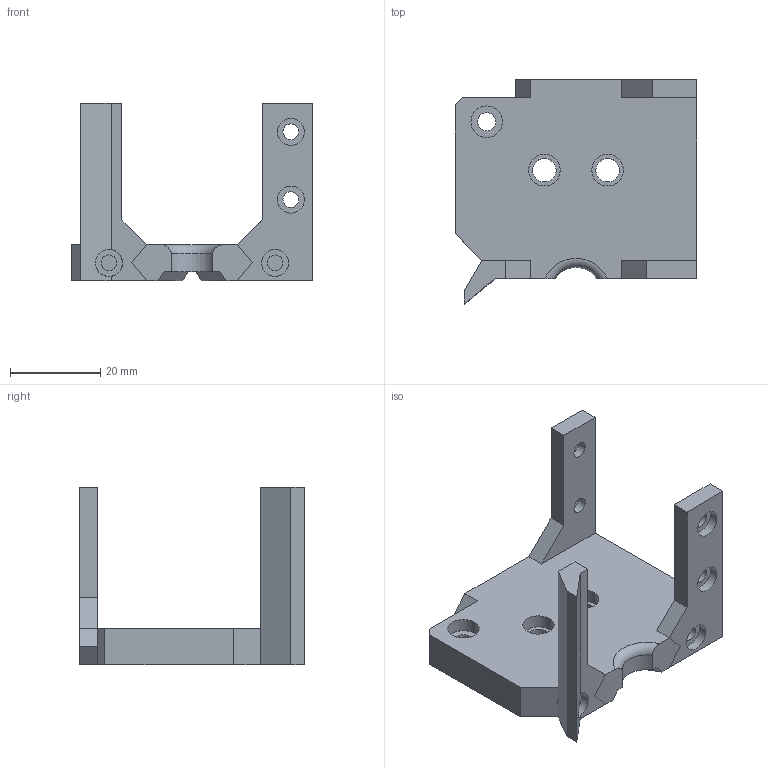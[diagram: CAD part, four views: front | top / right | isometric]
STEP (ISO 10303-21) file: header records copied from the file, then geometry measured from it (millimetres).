
FILE_DESCRIPTION(/* description */ ('','CAx-IF Rec.Pracs.---Representation and Presentation of Product Manufacturing Information (PMI)---4.0---2014-10-13'),/* implementation_level */ '2;1');
FILE_NAME(/* name */ 'Elegoo neptune v7.step',/* time_stamp */ '2025-04-06T18:01:47+01:00',/* author */ (''),/* organization */ (''),/* preprocessor_version */ 'ST-DEVELOPER v20',/* originating_system */ 'Autodesk Translation Framework v13.20.0.188',/* authorisation */ '');
FILE_SCHEMA (('AP242_MANAGED_MODEL_BASED_3D_ENGINEERING_MIM_LF { 1 0 10303 442 1 1 4 }'));
Length unit declared in the file: millimetre
Products named in the file (1): Elegoo neptune
Bounding box: 53.5 x 49.71 x 39.37 mm (x, y, z)
Volume: 20260.8 mm3; surface area: 11001.8 mm2
Topology: 4 solids, 4 shells, 100 faces, 234 edges, 156 vertices
Faces by surface type: plane 72, cylinder 27, torus 1
Full cylindrical faces by diameter (mm): 3.5 x7, 4 x1, 4.5 x3, 5 x3, 5.2 x2, 6 x7, 7 x3
Entity records: 2941 total; most frequent: CARTESIAN_POINT 509, DIRECTION 493, ORIENTED_EDGE 468, EDGE_CURVE 234, LINE 173, VECTOR 173, AXIS2_PLACEMENT_3D 160, VERTEX_POINT 156
